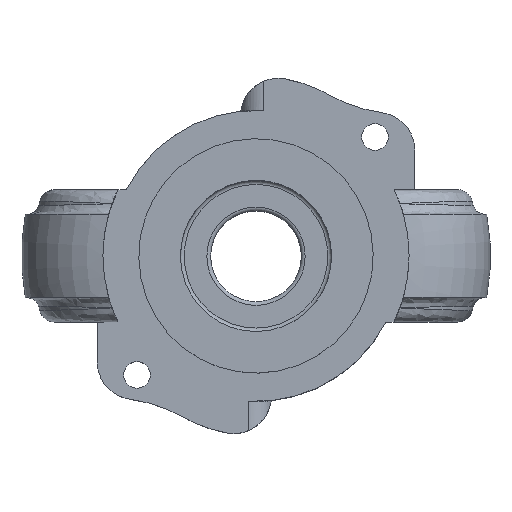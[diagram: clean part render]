
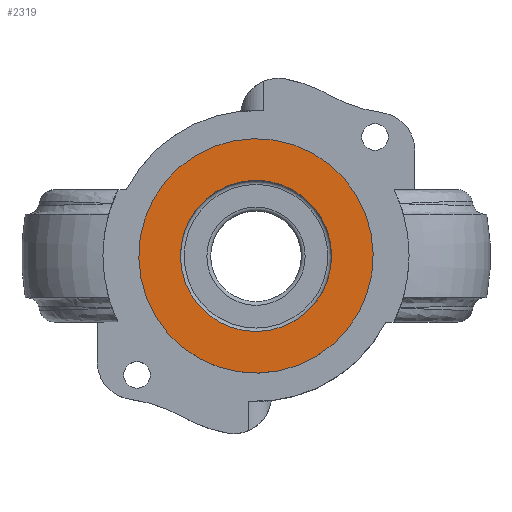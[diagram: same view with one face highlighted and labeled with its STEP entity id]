
A CAD part, top view. The second image highlights one B-rep face of the part: STEP entity #2319.
In plain terms, the highlighted planar face has unit normal (0, 0, 1).
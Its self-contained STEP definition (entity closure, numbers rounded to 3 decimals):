
#71=FACE_BOUND('',#601,.T.);
#322=PLANE('',#2553);
#463=FACE_OUTER_BOUND('',#600,.T.);
#600=EDGE_LOOP('',(#2055,#2056));
#601=EDGE_LOOP('',(#2057,#2058));
#720=CIRCLE('',#2548,10.);
#721=CIRCLE('',#2549,10.);
#724=CIRCLE('',#2554,15.5);
#725=CIRCLE('',#2555,15.5);
#1052=VERTEX_POINT('',#5810);
#1053=VERTEX_POINT('',#5812);
#1054=VERTEX_POINT('',#5819);
#1055=VERTEX_POINT('',#5820);
#1385=EDGE_CURVE('',#1053,#1052,#720,.T.);
#1386=EDGE_CURVE('',#1052,#1053,#721,.T.);
#1389=EDGE_CURVE('',#1054,#1055,#724,.T.);
#1390=EDGE_CURVE('',#1055,#1054,#725,.T.);
#2055=ORIENTED_EDGE('',*,*,#1389,.F.);
#2056=ORIENTED_EDGE('',*,*,#1390,.F.);
#2057=ORIENTED_EDGE('',*,*,#1385,.T.);
#2058=ORIENTED_EDGE('',*,*,#1386,.T.);
#2319=ADVANCED_FACE('',(#463,#71),#322,.T.);
#2548=AXIS2_PLACEMENT_3D('',#5813,#3063,#3064);
#2549=AXIS2_PLACEMENT_3D('',#5814,#3065,#3066);
#2553=AXIS2_PLACEMENT_3D('',#5818,#3073,#3074);
#2554=AXIS2_PLACEMENT_3D('',#5821,#3075,#3076);
#2555=AXIS2_PLACEMENT_3D('',#5822,#3077,#3078);
#3063=DIRECTION('center_axis',(0.,0.,-1.));
#3064=DIRECTION('ref_axis',(0.981,0.193,0.));
#3065=DIRECTION('center_axis',(0.,0.,-1.));
#3066=DIRECTION('ref_axis',(0.981,0.193,0.));
#3073=DIRECTION('center_axis',(0.,0.,1.));
#3074=DIRECTION('ref_axis',(0.193,-0.981,0.));
#3075=DIRECTION('center_axis',(0.,0.,-1.));
#3076=DIRECTION('ref_axis',(0.981,0.193,0.));
#3077=DIRECTION('center_axis',(0.,0.,-1.));
#3078=DIRECTION('ref_axis',(0.981,0.193,0.));
#5810=CARTESIAN_POINT('',(-9.812,-1.931,0.872));
#5812=CARTESIAN_POINT('',(9.812,1.931,0.872));
#5813=CARTESIAN_POINT('Origin',(0.,0.,0.872));
#5814=CARTESIAN_POINT('Origin',(0.,0.,0.872));
#5818=CARTESIAN_POINT('Origin',(12.51,2.462,0.872));
#5819=CARTESIAN_POINT('',(15.208,2.993,0.872));
#5820=CARTESIAN_POINT('',(-15.208,-2.993,0.872));
#5821=CARTESIAN_POINT('Origin',(0.,0.,0.872));
#5822=CARTESIAN_POINT('Origin',(0.,0.,0.872));
